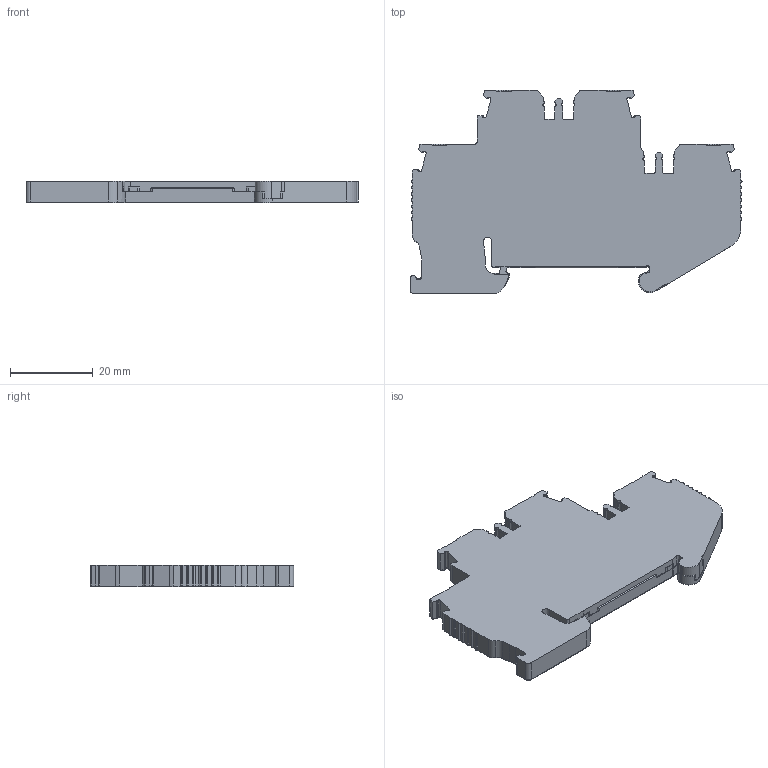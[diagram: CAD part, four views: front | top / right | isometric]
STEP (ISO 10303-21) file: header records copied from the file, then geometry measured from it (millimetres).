
FILE_DESCRIPTION (( 'STEP AP203' ), '1' );
FILE_NAME ('KN-PD25-1-GND-25.step', '2025-04-29T14:17:25', ( '' ), ( '' ), 'SwSTEP 2.0', 'SolidWorks 2024', '' );
FILE_SCHEMA (( 'CONFIG_CONTROL_DESIGN' ));
Length unit declared in the file: millimetre
Products named in the file (1): KN-PD25-1-GND-25
Bounding box: 80.09 x 49.09 x 5.15 mm (x, y, z)
Volume: 14524 mm3; surface area: 7554.9 mm2
Topology: 1 solids, 1 shells, 1035 faces, 3033 edges, 1999 vertices
Faces by surface type: plane 503, cylinder 463, bspline 51, cone 10, torus 8
Entity records: 35324 total; most frequent: CARTESIAN_POINT 7503, ORIENTED_EDGE 6034, DIRECTION 5770, EDGE_CURVE 3017, VERTEX_POINT 1999, AXIS2_PLACEMENT_3D 1941, LINE 1888, VECTOR 1888
